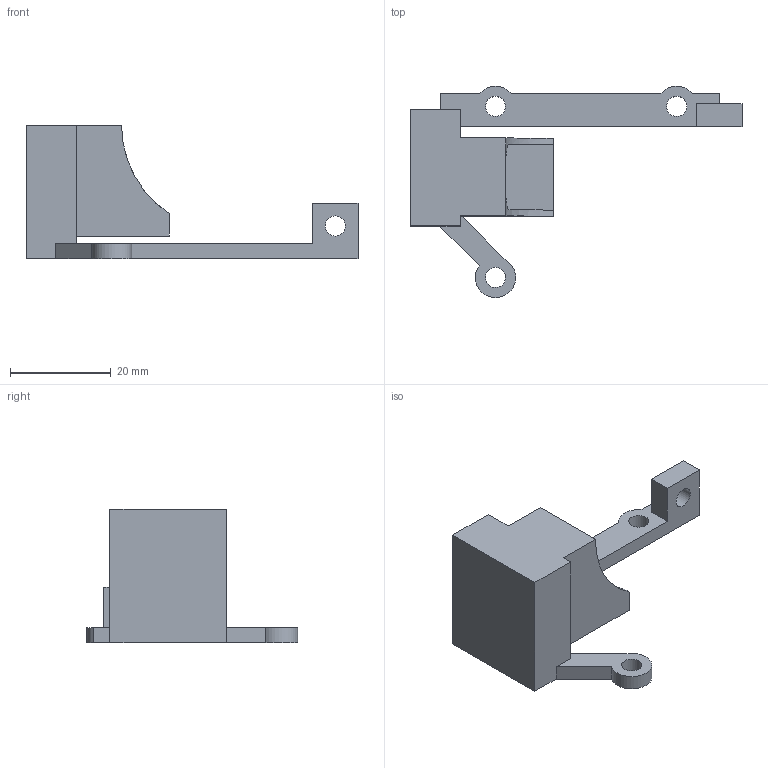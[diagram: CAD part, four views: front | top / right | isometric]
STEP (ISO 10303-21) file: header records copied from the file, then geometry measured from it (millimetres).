
FILE_DESCRIPTION(('FreeCAD Model'),'2;1');
FILE_NAME( 'R_FanDuct_CutomEZ_505020.step', '2018-11-15T21:24:38',('Author'),(''), 'Open CASCADE STEP processor 7.2','FreeCAD','Unknown');
FILE_SCHEMA(('AUTOMOTIVE_DESIGN_CC2 { 1 2 10303 214 -1 1 5 4 }'));
Length unit declared in the file: millimetre
Products named in the file (1): FanDuct_CutomEZ_505020_Right
Bounding box: 66 x 41.99 x 26.5 mm (x, y, z)
Volume: 5919.9 mm3; surface area: 6747.6 mm2
Topology: 1 solids, 1 shells, 69 faces, 207 edges, 138 vertices
Faces by surface type: plane 60, cylinder 9
Full cylindrical faces by diameter (mm): 4 x4
Entity records: 5347 total; most frequent: CARTESIAN_POINT 1188, DIRECTION 765, LINE 550, VECTOR 550, ORIENTED_EDGE 414, PCURVE 414, DEFINITIONAL_REPRESENTATION 414, EDGE_CURVE 207
